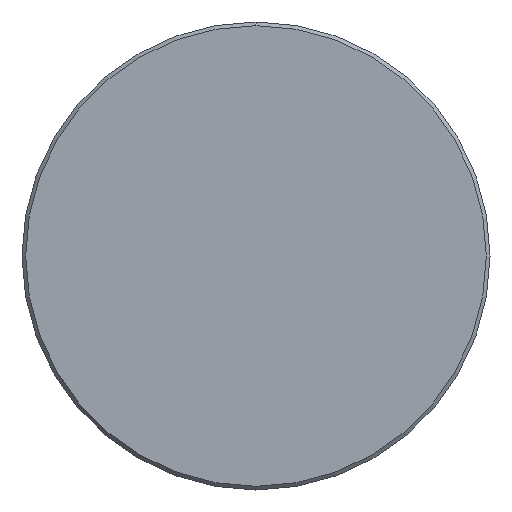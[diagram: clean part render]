
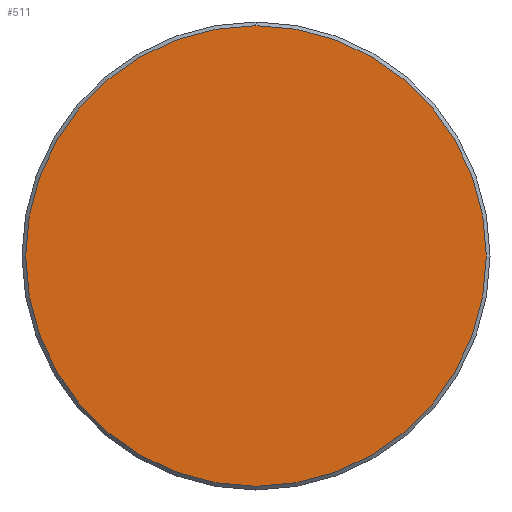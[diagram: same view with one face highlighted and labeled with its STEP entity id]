
A CAD part, left-side view. The second image highlights one B-rep face of the part: STEP entity #511.
In plain terms, the highlighted planar face has unit normal (-1, 0, 0).
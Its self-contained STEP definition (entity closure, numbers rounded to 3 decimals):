
#43 = DIRECTION ( 'NONE',  ( -1., 0., 0. ) ) ;
#67 = EDGE_CURVE ( 'NONE', #618, #184, #292, .T. ) ;
#101 = PLANE ( 'NONE',  #231 ) ;
#159 = DIRECTION ( 'NONE',  ( 0., 0., -1. ) ) ;
#184 = VERTEX_POINT ( 'NONE', #488 ) ;
#191 = AXIS2_PLACEMENT_3D ( 'NONE', #559, #43, #668 ) ;
#231 = AXIS2_PLACEMENT_3D ( 'NONE', #474, #384, #159 ) ;
#256 = EDGE_LOOP ( 'NONE', ( #404, #580 ) ) ;
#259 = AXIS2_PLACEMENT_3D ( 'NONE', #383, #515, #630 ) ;
#292 = CIRCLE ( 'NONE', #259, 18.7 ) ;
#352 = EDGE_CURVE ( 'NONE', #184, #618, #571, .T. ) ;
#383 = CARTESIAN_POINT ( 'NONE',  ( 0., 0., 0. ) ) ;
#384 = DIRECTION ( 'NONE',  ( 1., 0., 0. ) ) ;
#404 = ORIENTED_EDGE ( 'NONE', *, *, #352, .T. ) ;
#433 = FACE_OUTER_BOUND ( 'NONE', #256, .T. ) ;
#474 = CARTESIAN_POINT ( 'NONE',  ( 0., 18.7, 0. ) ) ;
#488 = CARTESIAN_POINT ( 'NONE',  ( 0., 0., -18.7 ) ) ;
#511 = ADVANCED_FACE ( 'NONE', ( #433 ), #101, .F. ) ;
#515 = DIRECTION ( 'NONE',  ( -1., 0., 0. ) ) ;
#524 = CARTESIAN_POINT ( 'NONE',  ( 0., 0., 18.7 ) ) ;
#559 = CARTESIAN_POINT ( 'NONE',  ( 0., 0., 0. ) ) ;
#571 = CIRCLE ( 'NONE', #191, 18.7 ) ;
#580 = ORIENTED_EDGE ( 'NONE', *, *, #67, .T. ) ;
#618 = VERTEX_POINT ( 'NONE', #524 ) ;
#630 = DIRECTION ( 'NONE',  ( 0., 0., 1. ) ) ;
#668 = DIRECTION ( 'NONE',  ( 0., 0., 1. ) ) ;
